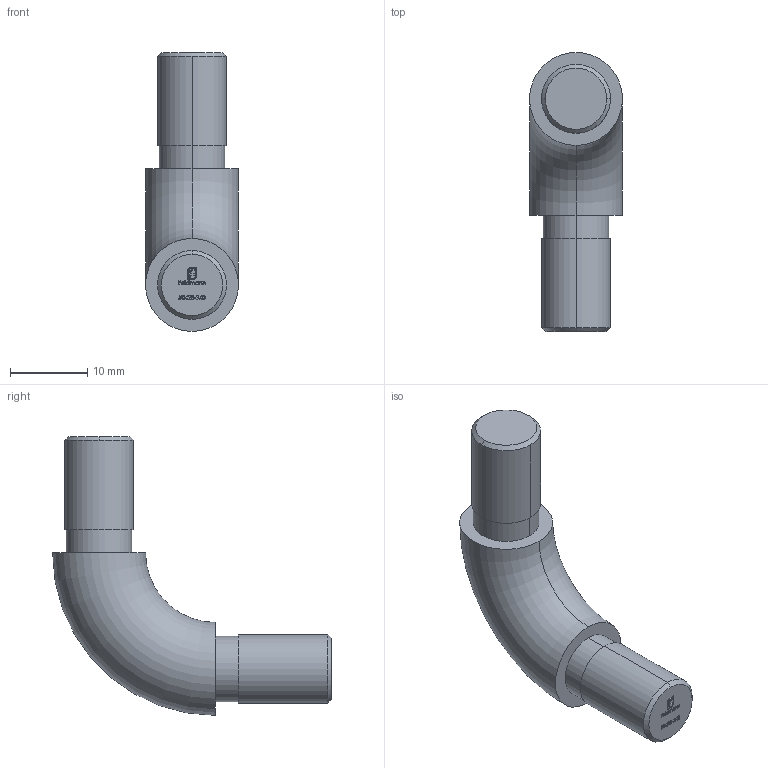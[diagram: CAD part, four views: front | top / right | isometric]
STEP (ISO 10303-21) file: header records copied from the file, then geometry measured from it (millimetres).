
FILE_DESCRIPTION (( 'STEP AP203' ), '1' );
FILE_NAME ('50428-240.step', '2021-06-02T09:54:24', ( '' ), ( '' ), 'SwSTEP 2.0', 'SolidWorks 2018', '' );
FILE_SCHEMA (( 'CONFIG_CONTROL_DESIGN' ));
Length unit declared in the file: millimetre
Products named in the file (2): 50428-240
Bounding box: 12 x 36 x 36 mm (x, y, z)
Volume: 4491.4 mm3; surface area: 1955.9 mm2
Topology: 1 solids, 1 shells, 294 faces, 781 edges, 520 vertices
Faces by surface type: plane 157, bspline 123, cylinder 8, cone 4, torus 2
Entity records: 15422 total; most frequent: CARTESIAN_POINT 8768, ORIENTED_EDGE 1562, DIRECTION 909, EDGE_CURVE 781, VERTEX_POINT 520, LINE 507, VECTOR 507, EDGE_LOOP 325
